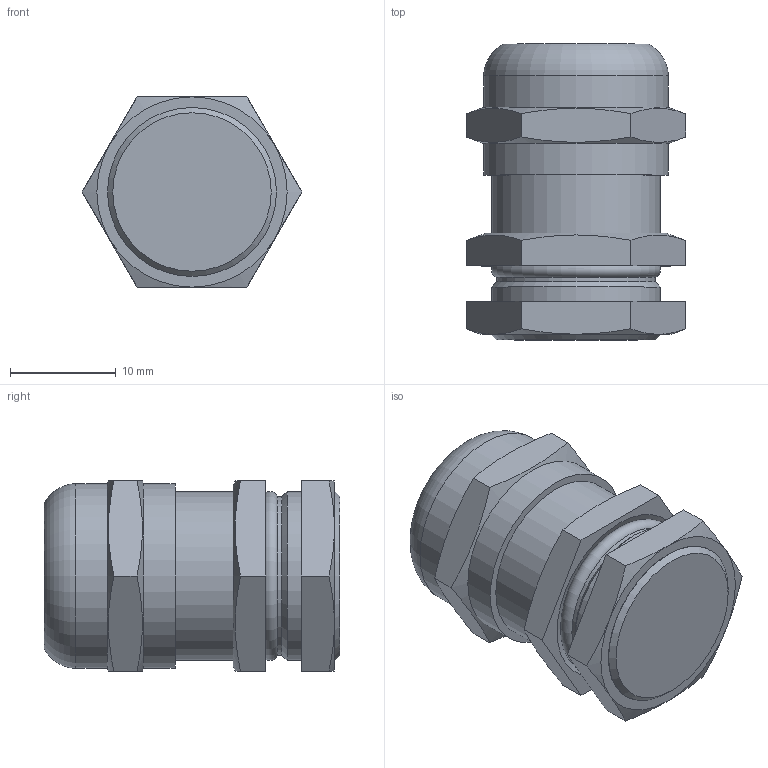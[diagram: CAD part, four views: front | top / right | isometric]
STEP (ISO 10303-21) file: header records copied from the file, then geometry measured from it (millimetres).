
FILE_DESCRIPTION(/* description */ (''),/* implementation_level */ '2;1');
FILE_NAME(/* name */ 'Сборка М16.stp',/* time_stamp */ '2016-07-04T16:07:36+06:00',/* author */ ('zeta-09'),/* organization */ (''),/* preprocessor_version */ 'ST-DEVELOPER v15.6',/* originating_system */ 'Autodesk Inventor 2015',/* authorisation */ '');
FILE_SCHEMA (('AUTOMOTIVE_DESIGN { 1 0 10303 214 3 1 1 }'));
Length unit declared in the file: centimetre
Products named in the file (1): Сборка М16
Bounding box: 20.78 x 28 x 18 mm (x, y, z)
Volume: 6571.1 mm3; surface area: 2381.8 mm2
Topology: 1 solids, 1 shells, 47 faces, 105 edges, 66 vertices
Faces by surface type: plane 26, cone 12, cylinder 7, torus 2
Full cylindrical faces by diameter (mm): 8.7 x1, 15 x1, 16 x3, 17.5 x2
Entity records: 1222 total; most frequent: CARTESIAN_POINT 254, DIRECTION 176, ORIENTED_EDGE 170, EDGE_CURVE 85, AXIS2_PLACEMENT_3D 73, EDGE_LOOP 68, VERTEX_POINT 61, FACE_OUTER_BOUND 47
